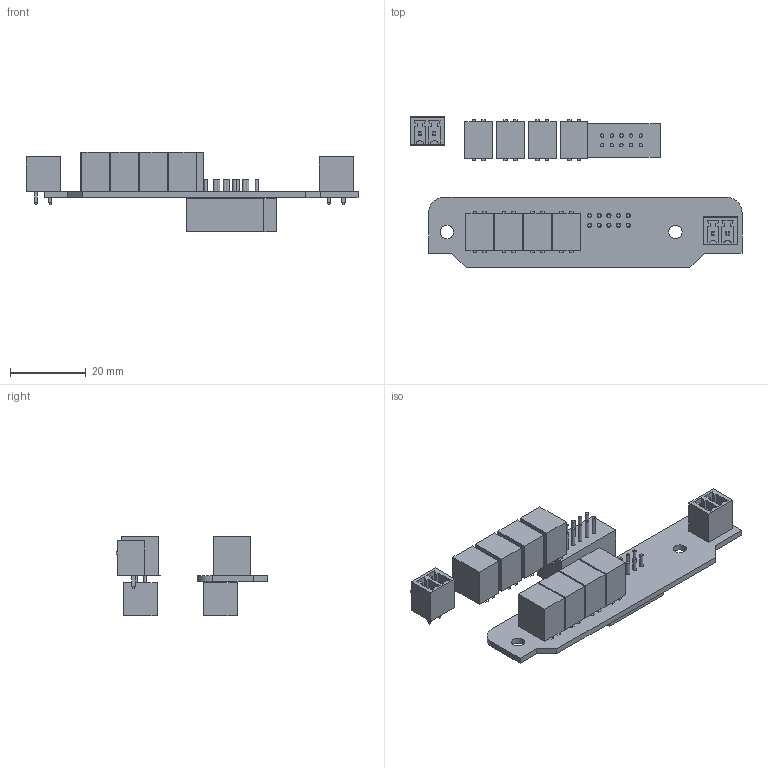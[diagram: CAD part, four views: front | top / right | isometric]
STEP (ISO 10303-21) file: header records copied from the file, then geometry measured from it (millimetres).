
FILE_DESCRIPTION(('KiCad electronic assembly'),'2;1');
FILE_NAME('qds-cv-bypass-adapter.step','2024-03-14T09:20:13',('Pcbnew'), ('Kicad'),'Open CASCADE STEP processor 7.6','KiCad to STEP converter', 'Unknown');
FILE_SCHEMA(('AUTOMOTIVE_DESIGN { 1 0 10303 214 1 1 1 1 }'));
Length unit declared in the file: millimetre
Products named in the file (8): qds-cv-bypass-adapter 1; PhoenixContact_MCV_1,5_2-G-3.81_1x02_P3.81mm_Vertical; SOLID; 204-211STR; COMPOUND; SBH11-PBPC-D05-ST-BK; qds-cv-bypass-adapter PCB
Assembly tree (16 placements, depth 3):
  qds-cv-bypass-adapter 1
    PhoenixContact_MCV_1,5_2-G-3.81_1x02_P3.81mm_Vertical  x2
      SOLID
    204-211STR  x8
      COMPOUND
    SBH11-PBPC-D05-ST-BK  x2
      COMPOUND
    qds-cv-bypass-adapter PCB
Bounding box: 87.44 x 39.86 x 21.06 mm (x, y, z)
Volume: 12785.6 mm3; surface area: 13808.6 mm2
Topology: 245 solids, 245 shells, 1030 faces, 1552 edges, 1024 vertices
Faces by surface type: plane 810, cylinder 220
Full cylindrical faces by diameter (mm): 0.91 x200, 1.11 x10, 1.2 x2, 3.5 x2
Entity records: 18291 total; most frequent: DIRECTION 3040, CARTESIAN_POINT 2779, LINE 1424, VECTOR 1424, ORIENTED_EDGE 1264, PCURVE 1264, DEFINITIONAL_REPRESENTATION 1264, AXIS2_PLACEMENT_3D 691
